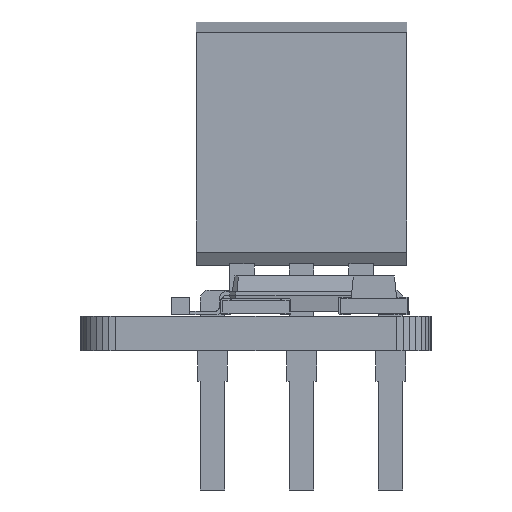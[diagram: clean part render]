
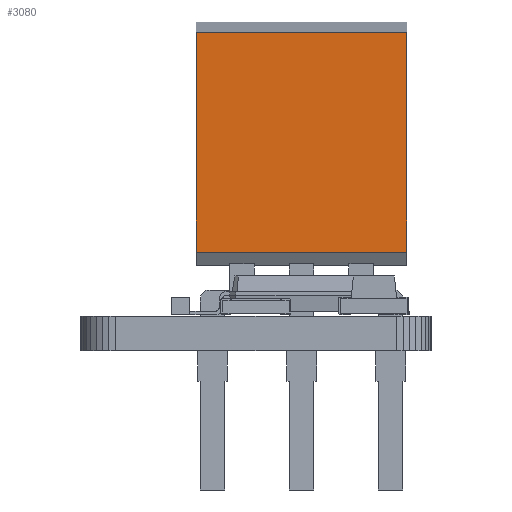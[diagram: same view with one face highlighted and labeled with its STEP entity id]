
A CAD part, front view. The second image highlights one B-rep face of the part: STEP entity #3080.
In plain terms, the highlighted face is planar.
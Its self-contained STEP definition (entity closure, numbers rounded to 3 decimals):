
#2061 = VERTEX_POINT('',#2062);
#2062 = CARTESIAN_POINT('',(5.54,1.55,3.78));
#2070 = EDGE_CURVE('',#2061,#2071,#2073,.T.);
#2071 = VERTEX_POINT('',#2072);
#2072 = CARTESIAN_POINT('',(-0.46,1.55,3.78));
#2073 = LINE('',#2074,#2075);
#2074 = CARTESIAN_POINT('',(5.54,1.55,3.78));
#2075 = VECTOR('',#2076,1.);
#2076 = DIRECTION('',(-1.,0.,0.));
#2590 = VERTEX_POINT('',#2591);
#2591 = CARTESIAN_POINT('',(5.54,1.55,10.05));
#2597 = EDGE_CURVE('',#2061,#2590,#2598,.T.);
#2598 = LINE('',#2599,#2600);
#2599 = CARTESIAN_POINT('',(5.54,1.55,3.4));
#2600 = VECTOR('',#2601,1.);
#2601 = DIRECTION('',(0.,0.,1.));
#3035 = EDGE_CURVE('',#3036,#2071,#3038,.T.);
#3036 = VERTEX_POINT('',#3037);
#3037 = CARTESIAN_POINT('',(-0.46,1.55,10.05));
#3038 = LINE('',#3039,#3040);
#3039 = CARTESIAN_POINT('',(-0.46,1.55,10.35));
#3040 = VECTOR('',#3041,1.);
#3041 = DIRECTION('',(0.,0.,-1.));
#3080 = ADVANCED_FACE('',(#3081),#3092,.T.);
#3081 = FACE_BOUND('',#3082,.T.);
#3082 = EDGE_LOOP('',(#3083,#3084,#3085,#3091));
#3083 = ORIENTED_EDGE('',*,*,#2070,.T.);
#3084 = ORIENTED_EDGE('',*,*,#3035,.F.);
#3085 = ORIENTED_EDGE('',*,*,#3086,.F.);
#3086 = EDGE_CURVE('',#2590,#3036,#3087,.T.);
#3087 = LINE('',#3088,#3089);
#3088 = CARTESIAN_POINT('',(5.54,1.55,10.05));
#3089 = VECTOR('',#3090,1.);
#3090 = DIRECTION('',(-1.,0.,0.));
#3091 = ORIENTED_EDGE('',*,*,#2597,.F.);
#3092 = PLANE('',#3093);
#3093 = AXIS2_PLACEMENT_3D('',#3094,#3095,#3096);
#3094 = CARTESIAN_POINT('',(-0.46,1.55,3.4));
#3095 = DIRECTION('',(0.,1.,0.));
#3096 = DIRECTION('',(0.,0.,1.));
